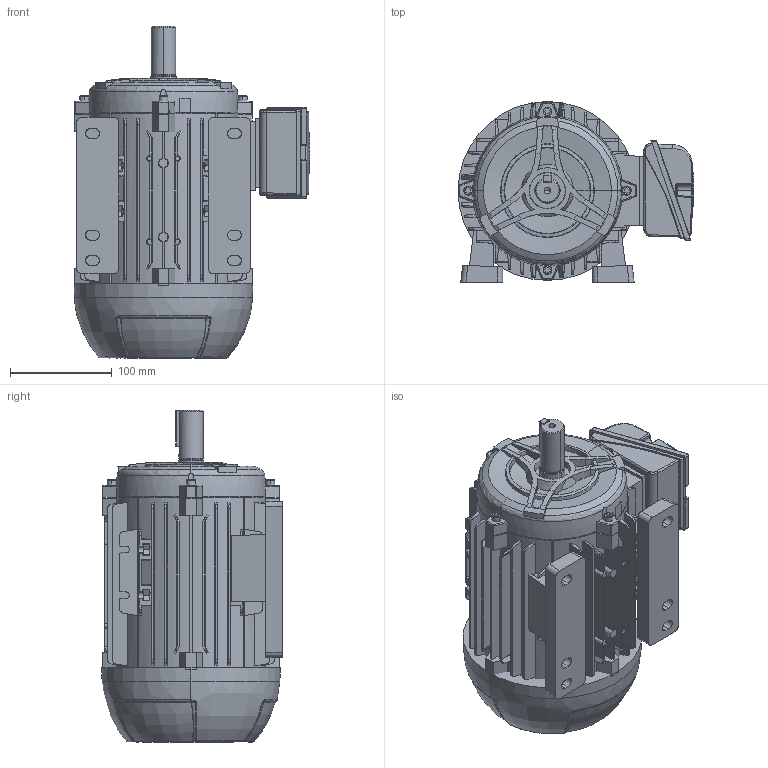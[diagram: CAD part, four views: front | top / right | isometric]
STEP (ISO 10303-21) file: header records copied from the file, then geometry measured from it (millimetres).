
FILE_DESCRIPTION (( 'STEP AP203' ), '1' );
FILE_NAME ('# IEC90 - B3E - M.STEP', '2022-05-26T12:45:49', ( '' ), ( '' ), 'SwSTEP 2.0', 'SolidWorks 2020', '' );
FILE_SCHEMA (( 'CONFIG_CONTROL_DESIGN' ));
Length unit declared in the file: millimetre
Products named in the file (17): IEC90_105006193teste_001_50.5307.041 - USINADA IR3; IEC90_105032001teste_001_10.5032.018-8x7x36; Eixo Padrão IEC90 IR3_50.5137.077_IR2; 105007077; 105006099_505007467; TABELA ROTORES IEC90 4P AC180_50.5295.098 - �89,50; 105007080_10.5007.080; 105006086_105006086; 105010019-6205 NSK_DIN 625 - 6205 - 12,DE,NC,12_68; IEC90_500014957teste_001_10.5007.074; 105007074_10.5007.074; IEC90_500014958teste_001; 105010010-6204 NSK_SKF - 6204 - 10,DE,NC,10_68; # IEC90 - B3E - M; Parafuso Altracs M5_10.5011.286 x 22; 505142045_505142045; 105006084_105006084
Assembly tree (14 placements, depth 3):
  105007077
  TABELA ROTORES IEC90 4P AC180_50.5295.098 - �89,50
  105010019-6205 NSK_DIN 625 - 6205 - 12,DE,NC,12_68
  105007074_10.5007.074
  105010010-6204 NSK_SKF - 6204 - 10,DE,NC,10_68
Bounding box: 232.2 x 178 x 326.9 mm (x, y, z)
Volume: 5911990.1 mm3; surface area: 486618.3 mm2
Topology: 13 solids, 13 shells, 1584 faces, 4170 edges, 2656 vertices
Faces by surface type: plane 822, cylinder 316, cone 189, bspline 171, torus 44, sphere 42
Entity records: 55852 total; most frequent: CARTESIAN_POINT 19169, ORIENTED_EDGE 7992, DIRECTION 6465, EDGE_CURVE 3996, VERTEX_POINT 2566, VECTOR 2173, LINE 2173, AXIS2_PLACEMENT_3D 2146
